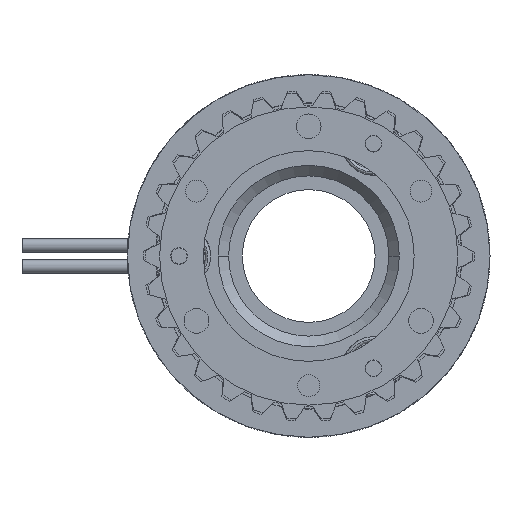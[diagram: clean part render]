
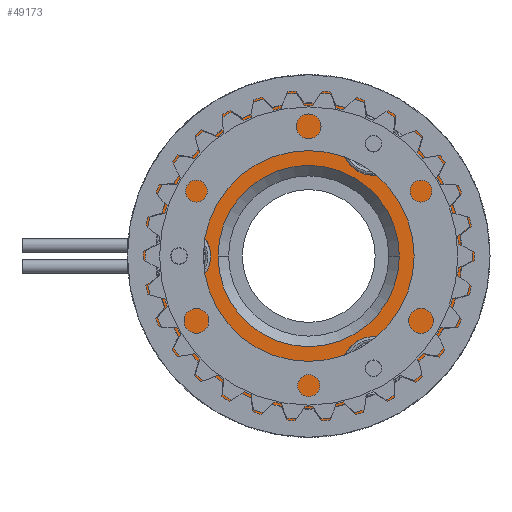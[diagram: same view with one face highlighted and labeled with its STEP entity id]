
A CAD part, left-side view. The second image highlights one B-rep face of the part: STEP entity #49173.
In plain terms, the highlighted planar face has unit normal (-1, 0, 0).
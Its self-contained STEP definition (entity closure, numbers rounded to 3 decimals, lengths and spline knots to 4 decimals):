
#510 = CARTESIAN_POINT ( 'NONE',  ( -1.28, 1.53, 0. ) ) ;
#1083 = EDGE_CURVE ( 'NONE', #53747, #44515, #45747, .T. ) ;
#1107 = CARTESIAN_POINT ( 'NONE',  ( -1.28, 0., 0. ) ) ;
#1909 = ORIENTED_EDGE ( 'NONE', *, *, #7507, .T. ) ;
#2014 = DIRECTION ( 'NONE',  ( 0., -1., 0. ) ) ;
#2112 = FACE_OUTER_BOUND ( 'NONE', #35048, .T. ) ;
#2137 = DIRECTION ( 'NONE',  ( 1., 0., 0. ) ) ;
#3097 = DIRECTION ( 'NONE',  ( 1., 0., 0. ) ) ;
#5109 = DIRECTION ( 'NONE',  ( 1., 0., 0. ) ) ;
#5456 = CARTESIAN_POINT ( 'NONE',  ( -1.28, 1.58, 0. ) ) ;
#6139 = EDGE_CURVE ( 'NONE', #22175, #41216, #61364, .T. ) ;
#6271 = DIRECTION ( 'NONE',  ( 0., 1., 0. ) ) ;
#7017 = CARTESIAN_POINT ( 'NONE',  ( -1.28, 0.93, 0. ) ) ;
#7507 = EDGE_CURVE ( 'NONE', #8480, #27943, #61522, .T. ) ;
#8120 = VERTEX_POINT ( 'NONE', #5456 ) ;
#8149 = CARTESIAN_POINT ( 'NONE',  ( -1.28, 0., 0. ) ) ;
#8220 = AXIS2_PLACEMENT_3D ( 'NONE', #13262, #49408, #18454 ) ;
#8369 = AXIS2_PLACEMENT_3D ( 'NONE', #45141, #14169, #50293 ) ;
#8463 = AXIS2_PLACEMENT_3D ( 'NONE', #19115, #55226, #24331 ) ;
#8480 = VERTEX_POINT ( 'NONE', #13806 ) ;
#11464 = ORIENTED_EDGE ( 'NONE', *, *, #28793, .T. ) ;
#12346 = ORIENTED_EDGE ( 'NONE', *, *, #14350, .T. ) ;
#12380 = AXIS2_PLACEMENT_3D ( 'NONE', #63817, #32946, #2014 ) ;
#13262 = CARTESIAN_POINT ( 'NONE',  ( -1.28, -0.615, 1.0652 ) ) ;
#13364 = DIRECTION ( 'NONE',  ( 0., 1., 0. ) ) ;
#13579 = CARTESIAN_POINT ( 'NONE',  ( -1.28, -1.58, 0. ) ) ;
#13709 = CIRCLE ( 'NONE', #8220, 0.3 ) ;
#13806 = CARTESIAN_POINT ( 'NONE',  ( -1.28, -0.315, 1.0652 ) ) ;
#14169 = DIRECTION ( 'NONE',  ( -1., 0., 0. ) ) ;
#14350 = EDGE_CURVE ( 'NONE', #8120, #62028, #35882, .T. ) ;
#15839 = FACE_BOUND ( 'NONE', #47306, .T. ) ;
#16882 = AXIS2_PLACEMENT_3D ( 'NONE', #1107, #37254, #6271 ) ;
#16950 = DIRECTION ( 'NONE',  ( 1., 0., 0. ) ) ;
#18166 = CIRCLE ( 'NONE', #8463, 0.3 ) ;
#18454 = DIRECTION ( 'NONE',  ( 0., -1., 0. ) ) ;
#19115 = CARTESIAN_POINT ( 'NONE',  ( -1.28, -0.615, -1.0652 ) ) ;
#20473 = PLANE ( 'NONE',  #46992 ) ;
#20852 = CARTESIAN_POINT ( 'NONE',  ( -1.28, -0.915, 1.0652 ) ) ;
#21939 = AXIS2_PLACEMENT_3D ( 'NONE', #34023, #3097, #39230 ) ;
#22175 = VERTEX_POINT ( 'NONE', #7017 ) ;
#22258 = EDGE_LOOP ( 'NONE', ( #62003, #1909 ) ) ;
#24331 = DIRECTION ( 'NONE',  ( 0., -1., 0. ) ) ;
#27312 = CARTESIAN_POINT ( 'NONE',  ( -1.28, 0.86, 0. ) ) ;
#27325 = ORIENTED_EDGE ( 'NONE', *, *, #53537, .T. ) ;
#27943 = VERTEX_POINT ( 'NONE', #20852 ) ;
#28793 = EDGE_CURVE ( 'NONE', #41216, #22175, #41482, .T. ) ;
#29178 = CIRCLE ( 'NONE', #56870, 0.86 ) ;
#29598 = FACE_BOUND ( 'NONE', #54516, .T. ) ;
#31188 = FACE_BOUND ( 'NONE', #45642, .T. ) ;
#32946 = DIRECTION ( 'NONE',  ( 1., 0., 0. ) ) ;
#33078 = CARTESIAN_POINT ( 'NONE',  ( -1.28, 1.23, 0. ) ) ;
#34023 = CARTESIAN_POINT ( 'NONE',  ( -1.28, -0.615, 1.0652 ) ) ;
#35048 = EDGE_LOOP ( 'NONE', ( #12346, #27325 ) ) ;
#35882 = CIRCLE ( 'NONE', #8369, 1.58 ) ;
#36073 = CARTESIAN_POINT ( 'NONE',  ( -1.28, 0., -0.86 ) ) ;
#36457 = VERTEX_POINT ( 'NONE', #55364 ) ;
#37156 = EDGE_CURVE ( 'NONE', #44515, #53747, #29178, .T. ) ;
#37254 = DIRECTION ( 'NONE',  ( -1., 0., 0. ) ) ;
#37715 = ORIENTED_EDGE ( 'NONE', *, *, #6139, .T. ) ;
#38275 = DIRECTION ( 'NONE',  ( 0., -1., 0. ) ) ;
#38804 = AXIS2_PLACEMENT_3D ( 'NONE', #33078, #2137, #38275 ) ;
#39230 = DIRECTION ( 'NONE',  ( 0., -1., 0. ) ) ;
#41216 = VERTEX_POINT ( 'NONE', #510 ) ;
#41295 = DIRECTION ( 'NONE',  ( 0., -1., 0. ) ) ;
#41482 = CIRCLE ( 'NONE', #12380, 0.3 ) ;
#42229 = EDGE_CURVE ( 'NONE', #27943, #8480, #13709, .T. ) ;
#42409 = CARTESIAN_POINT ( 'NONE',  ( -1.28, -0.86, 0. ) ) ;
#44353 = DIRECTION ( 'NONE',  ( -1., 0., 0. ) ) ;
#44515 = VERTEX_POINT ( 'NONE', #42409 ) ;
#44835 = CIRCLE ( 'NONE', #66810, 0.3 ) ;
#45141 = CARTESIAN_POINT ( 'NONE',  ( -1.28, 0., 0. ) ) ;
#45642 = EDGE_LOOP ( 'NONE', ( #53555, #62563 ) ) ;
#45747 = CIRCLE ( 'NONE', #53388, 0.86 ) ;
#46992 = AXIS2_PLACEMENT_3D ( 'NONE', #36073, #5109, #41295 ) ;
#47306 = EDGE_LOOP ( 'NONE', ( #60087, #58545 ) ) ;
#47924 = CARTESIAN_POINT ( 'NONE',  ( -1.28, -0.615, -1.0652 ) ) ;
#48728 = DIRECTION ( 'NONE',  ( 0., 1., 0. ) ) ;
#48736 = DIRECTION ( 'NONE',  ( -1., 0., 0. ) ) ;
#49173 = ADVANCED_FACE ( 'NONE', ( #31188, #57020, #29598, #15839, #2112 ), #20473, .F. ) ;
#49408 = DIRECTION ( 'NONE',  ( 1., 0., 0. ) ) ;
#49670 = CARTESIAN_POINT ( 'NONE',  ( -1.28, 0., 0. ) ) ;
#49971 = EDGE_CURVE ( 'NONE', #36457, #58462, #18166, .T. ) ;
#50293 = DIRECTION ( 'NONE',  ( 0., 1., 0. ) ) ;
#53086 = DIRECTION ( 'NONE',  ( 0., -1., 0. ) ) ;
#53266 = CIRCLE ( 'NONE', #16882, 1.58 ) ;
#53388 = AXIS2_PLACEMENT_3D ( 'NONE', #49670, #48736, #48728 ) ;
#53537 = EDGE_CURVE ( 'NONE', #62028, #8120, #53266, .T. ) ;
#53555 = ORIENTED_EDGE ( 'NONE', *, *, #61774, .T. ) ;
#53747 = VERTEX_POINT ( 'NONE', #27312 ) ;
#53830 = CARTESIAN_POINT ( 'NONE',  ( -1.28, -0.915, -1.0652 ) ) ;
#54516 = EDGE_LOOP ( 'NONE', ( #37715, #11464 ) ) ;
#55226 = DIRECTION ( 'NONE',  ( 1., 0., 0. ) ) ;
#55364 = CARTESIAN_POINT ( 'NONE',  ( -1.28, -0.315, -1.0652 ) ) ;
#56870 = AXIS2_PLACEMENT_3D ( 'NONE', #8149, #44353, #13364 ) ;
#57020 = FACE_BOUND ( 'NONE', #22258, .T. ) ;
#58462 = VERTEX_POINT ( 'NONE', #53830 ) ;
#58545 = ORIENTED_EDGE ( 'NONE', *, *, #37156, .F. ) ;
#60087 = ORIENTED_EDGE ( 'NONE', *, *, #1083, .F. ) ;
#61364 = CIRCLE ( 'NONE', #38804, 0.3 ) ;
#61522 = CIRCLE ( 'NONE', #21939, 0.3 ) ;
#61774 = EDGE_CURVE ( 'NONE', #58462, #36457, #44835, .T. ) ;
#62003 = ORIENTED_EDGE ( 'NONE', *, *, #42229, .T. ) ;
#62028 = VERTEX_POINT ( 'NONE', #13579 ) ;
#62563 = ORIENTED_EDGE ( 'NONE', *, *, #49971, .T. ) ;
#63817 = CARTESIAN_POINT ( 'NONE',  ( -1.28, 1.23, 0. ) ) ;
#66810 = AXIS2_PLACEMENT_3D ( 'NONE', #47924, #16950, #53086 ) ;
